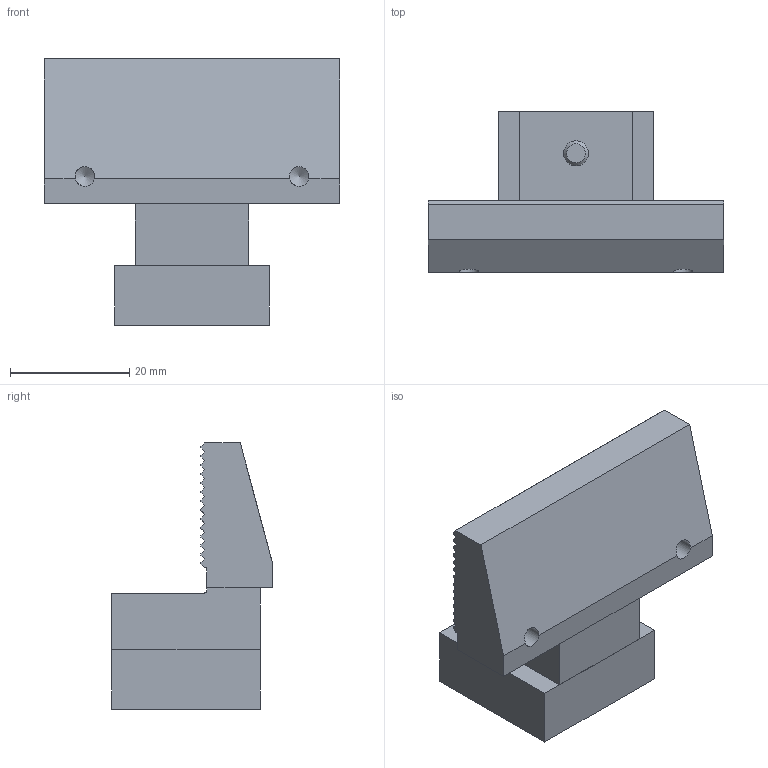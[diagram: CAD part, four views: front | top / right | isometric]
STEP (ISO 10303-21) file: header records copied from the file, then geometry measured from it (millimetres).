
FILE_DESCRIPTION( ( 'Unknown' ), '1' );
FILE_NAME( 'SVF-ABG04-50.stp', 'Unknown', ( 'Unknown' ), ( 'Unknown' ), 'PSStep 17.0.49', 'Unknown', ' ' );
FILE_SCHEMA( ( 'AUTOMOTIVE_DESIGN { 1 0 10303 214 1 1 1 1 }' ) );
Length unit declared in the file: millimetre
Products named in the file (4): Assem1; 4-01-CAPA-M5L12; 1-SVF-ABG04-50-1; 1-SVF-AB04-50-2
Assembly tree (4 placements, depth 2):
  Assem1
    4-01-CAPA-M5L12  x2
    1-SVF-ABG04-50-1
    1-SVF-AB04-50-2
Bounding box: 49.6 x 27 x 44.75 mm (x, y, z)
Volume: 21903.2 mm3; surface area: 9837.9 mm2
Topology: 4 solids, 4 shells, 244 faces, 577 edges, 343 vertices
Faces by surface type: plane 100, cone 73, cylinder 69, torus 2
Full cylindrical faces by diameter (mm): 3.3 x2, 4.2 x32, 5 x28, 5.5 x2, 8.5 x2, 9 x2
Entity records: 6075 total; most frequent: DIRECTION 823, CARTESIAN_POINT 778, ORIENTED_EDGE 680, EDGE_CURVE 340, AXIS2_PLACEMENT_3D 305, EDGE_LOOP 261, VERTEX_POINT 260, FACE_OUTER_BOUND 213
